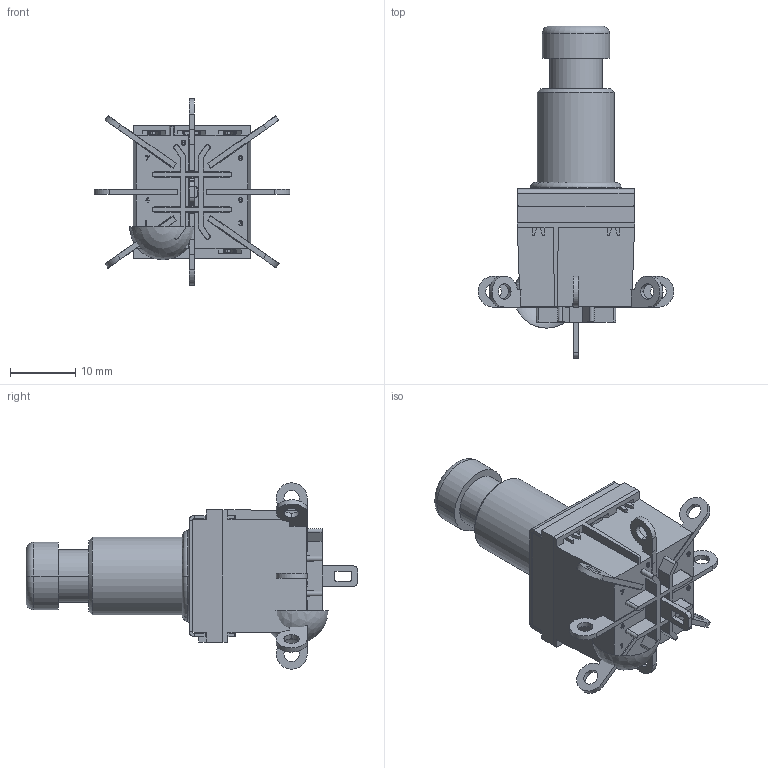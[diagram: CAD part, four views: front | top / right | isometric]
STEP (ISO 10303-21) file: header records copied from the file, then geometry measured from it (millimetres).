
FILE_DESCRIPTION((''),'2;1');
FILE_NAME('641_ONSL_SHRINK','2013-01-11T',('danboyden'),(''),'PRO/ENGINEER BY PARAMETRIC TECHNOLOGY CORPORATION, 2012200','PRO/ENGINEER BY PARAMETRIC TECHNOLOGY CORPORATION, 2012200','');
FILE_SCHEMA(('AUTOMOTIVE_DESIGN { 1 2 10303 214 0 1 1 1 }'));
Length unit declared in the file: inch
Products named in the file (1): 641_ONSL_SHRINK
Bounding box: 29.91 x 50.7 x 28.47 mm (x, y, z)
Surface area: 8150.6 mm2 (no closed solid volume)
Topology: 0 solids, 2 shells, 1008 faces, 2957 edges, 1909 vertices
Faces by surface type: plane 827, cylinder 139, cone 23, torus 12, sphere 7
Entity records: 38884 total; most frequent: CARTESIAN_POINT 5963, ORIENTED_EDGE 5892, DIRECTION 5303, EDGE_CURVE 2946, VECTOR 2573, LINE 2573, VERTEX_POINT 1908, AXIS2_PLACEMENT_3D 1365
